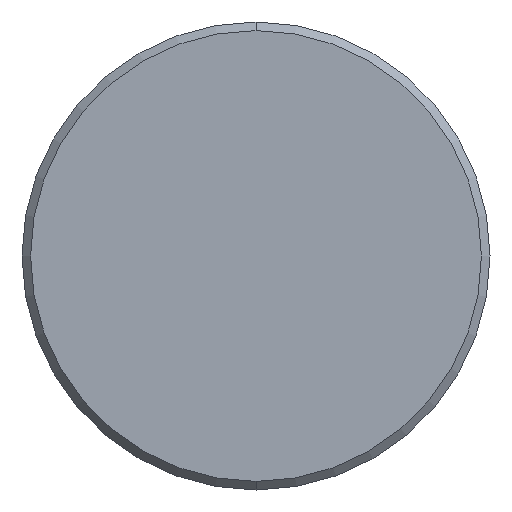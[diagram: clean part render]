
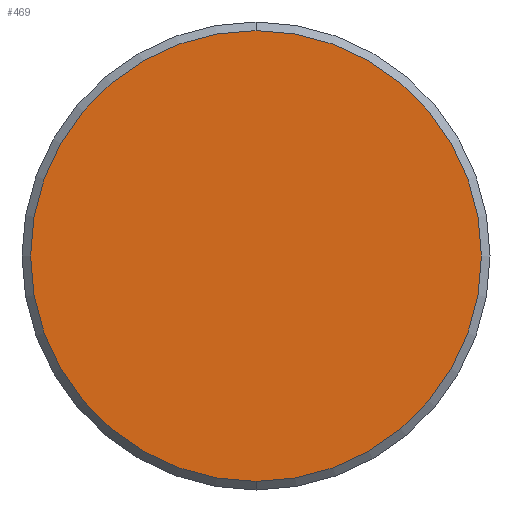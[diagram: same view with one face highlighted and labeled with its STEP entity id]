
A CAD part, left-side view. The second image highlights one B-rep face of the part: STEP entity #469.
In plain terms, the highlighted planar face has unit normal (-1, 0, 0).
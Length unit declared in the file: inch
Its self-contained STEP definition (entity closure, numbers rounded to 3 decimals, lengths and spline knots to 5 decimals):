
#14 = CARTESIAN_POINT ( 'NONE',  ( -2., 0., 0.6347 ) ) ;
#81 = AXIS2_PLACEMENT_3D ( 'NONE', #577, #304, #150 ) ;
#110 = CIRCLE ( 'NONE', #342, 0.6347 ) ;
#142 = AXIS2_PLACEMENT_3D ( 'NONE', #871, #571, #223 ) ;
#150 = DIRECTION ( 'NONE',  ( 0., 0., 1. ) ) ;
#182 = ORIENTED_EDGE ( 'NONE', *, *, #477, .T. ) ;
#223 = DIRECTION ( 'NONE',  ( 0., 0., 1. ) ) ;
#290 = DIRECTION ( 'NONE',  ( -1., 0., 0. ) ) ;
#304 = DIRECTION ( 'NONE',  ( -1., 0., 0. ) ) ;
#333 = CIRCLE ( 'NONE', #142, 0.6347 ) ;
#342 = AXIS2_PLACEMENT_3D ( 'NONE', #720, #290, #503 ) ;
#445 = ORIENTED_EDGE ( 'NONE', *, *, #486, .T. ) ;
#469 = ADVANCED_FACE ( 'NONE', ( #627 ), #727, .T. ) ;
#477 = EDGE_CURVE ( 'NONE', #496, #488, #333, .T. ) ;
#486 = EDGE_CURVE ( 'NONE', #488, #496, #110, .T. ) ;
#488 = VERTEX_POINT ( 'NONE', #803 ) ;
#496 = VERTEX_POINT ( 'NONE', #14 ) ;
#499 = EDGE_LOOP ( 'NONE', ( #445, #182 ) ) ;
#503 = DIRECTION ( 'NONE',  ( 0., 0., 1. ) ) ;
#571 = DIRECTION ( 'NONE',  ( -1., 0., 0. ) ) ;
#577 = CARTESIAN_POINT ( 'NONE',  ( -2., 0.6647, 0. ) ) ;
#627 = FACE_OUTER_BOUND ( 'NONE', #499, .T. ) ;
#720 = CARTESIAN_POINT ( 'NONE',  ( -2., 0., 0. ) ) ;
#727 = PLANE ( 'NONE',  #81 ) ;
#803 = CARTESIAN_POINT ( 'NONE',  ( -2., 0., -0.6347 ) ) ;
#871 = CARTESIAN_POINT ( 'NONE',  ( -2., 0., 0. ) ) ;
